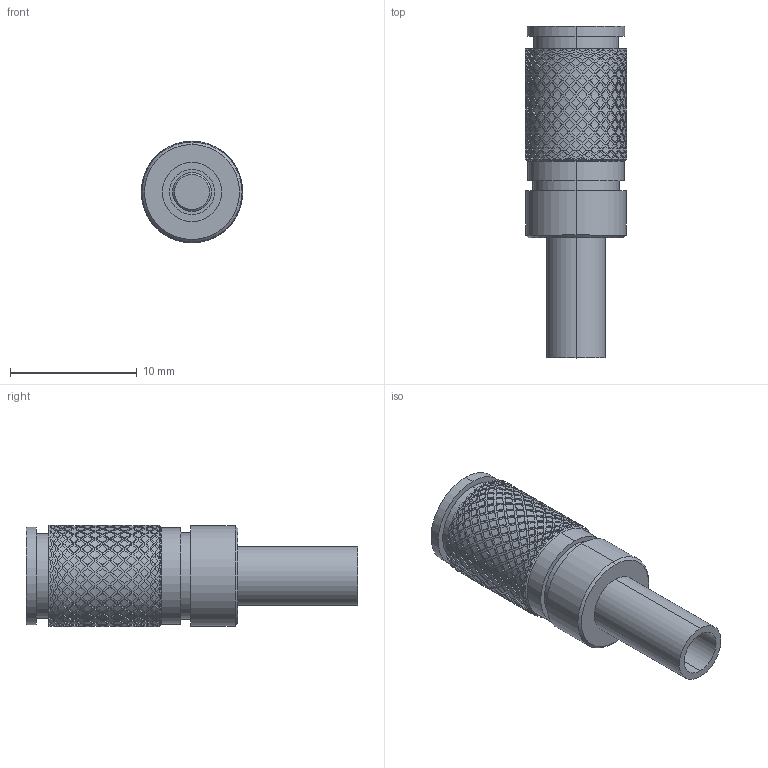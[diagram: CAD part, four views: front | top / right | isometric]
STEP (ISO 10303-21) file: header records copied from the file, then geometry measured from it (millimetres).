
FILE_DESCRIPTION((''),'2;1');
FILE_NAME('2','2021-09-09T',('Administrator'),(''),'PRO/ENGINEER BY PARAMETRIC TECHNOLOGY CORPORATION, 2012090','PRO/ENGINEER BY PARAMETRIC TECHNOLOGY CORPORATION, 2012090','');
FILE_SCHEMA(('CONFIG_CONTROL_DESIGN'));
Products named in the file (1): 2
Bounding box: 8 x 26.2 x 8 mm (x, y, z)
Volume: 742.5 mm3; surface area: 1493.2 mm2
Topology: 1 solids, 3 shells, 3733 faces, 9193 edges, 5479 vertices
Faces by surface type: bspline 2859, cylinder 593, plane 201, cone 76, torus 4
Entity records: 273425 total; most frequent: CARTESIAN_POINT 209295, ORIENTED_EDGE 18386, EDGE_CURVE 9193, B_SPLINE_CURVE_WITH_KNOTS 7276, VERTEX_POINT 5479, DIRECTION 4080, EDGE_LOOP 3750, FACE_OUTER_BOUND 3733
